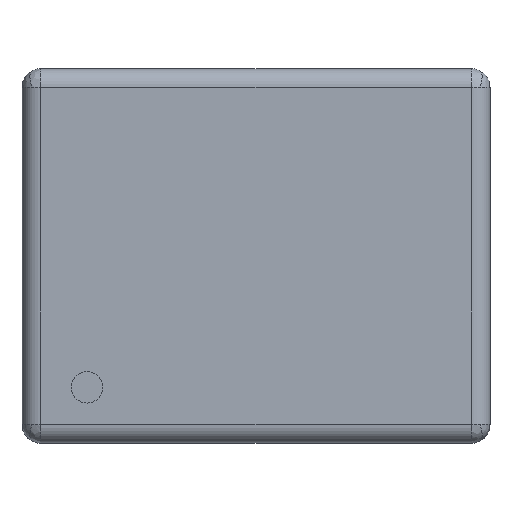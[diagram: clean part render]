
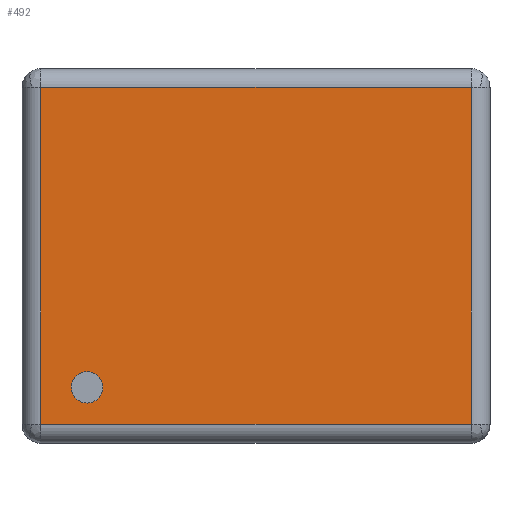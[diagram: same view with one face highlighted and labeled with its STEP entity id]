
A CAD part, top view. The second image highlights one B-rep face of the part: STEP entity #492.
In plain terms, the highlighted planar face has unit normal (0, 0, 1).
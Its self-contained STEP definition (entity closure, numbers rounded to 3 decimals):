
#36 = CARTESIAN_POINT ( 'NONE',  ( 1.15, 0.9, 0.9 ) ) ;
#90 = CARTESIAN_POINT ( 'NONE',  ( 0., -0.9, 0.9 ) ) ;
#163 = VECTOR ( 'NONE', #3609, 1000. ) ;
#189 = DIRECTION ( 'NONE',  ( -1., 0., 0. ) ) ;
#492 = ADVANCED_FACE ( 'NONE', ( #877 ), #841, .T. ) ;
#645 = VERTEX_POINT ( 'NONE', #3606 ) ;
#719 = AXIS2_PLACEMENT_3D ( 'NONE', #6273, #5543, #2255 ) ;
#841 = PLANE ( 'NONE',  #719 ) ;
#877 = FACE_OUTER_BOUND ( 'NONE', #5436, .T. ) ;
#1036 = ORIENTED_EDGE ( 'NONE', *, *, #2308, .T. ) ;
#1257 = ORIENTED_EDGE ( 'NONE', *, *, #4836, .T. ) ;
#1350 = CARTESIAN_POINT ( 'NONE',  ( 0., 0.9, 0.9 ) ) ;
#1476 = VECTOR ( 'NONE', #5777, 1000. ) ;
#1663 = DIRECTION ( 'NONE',  ( 0., -1., 0. ) ) ;
#2090 = VECTOR ( 'NONE', #189, 1000. ) ;
#2156 = CARTESIAN_POINT ( 'NONE',  ( -1.15, -0.9, 0.9 ) ) ;
#2255 = DIRECTION ( 'NONE',  ( 1., 0., 0. ) ) ;
#2308 = EDGE_CURVE ( 'NONE', #7643, #645, #2577, .T. ) ;
#2577 = LINE ( 'NONE', #1350, #2090 ) ;
#2579 = VERTEX_POINT ( 'NONE', #2156 ) ;
#2776 = LINE ( 'NONE', #5247, #1476 ) ;
#3192 = ORIENTED_EDGE ( 'NONE', *, *, #7335, .T. ) ;
#3606 = CARTESIAN_POINT ( 'NONE',  ( -1.15, 0.9, 0.9 ) ) ;
#3609 = DIRECTION ( 'NONE',  ( 1., 0., 0. ) ) ;
#3941 = EDGE_CURVE ( 'NONE', #645, #2579, #4634, .T. ) ;
#4482 = VECTOR ( 'NONE', #1663, 1000. ) ;
#4634 = LINE ( 'NONE', #5205, #4482 ) ;
#4836 = EDGE_CURVE ( 'NONE', #2579, #5396, #7250, .T. ) ;
#5205 = CARTESIAN_POINT ( 'NONE',  ( -1.15, 0., 0.9 ) ) ;
#5247 = CARTESIAN_POINT ( 'NONE',  ( 1.15, 0., 0.9 ) ) ;
#5396 = VERTEX_POINT ( 'NONE', #7075 ) ;
#5436 = EDGE_LOOP ( 'NONE', ( #3192, #1036, #6869, #1257 ) ) ;
#5543 = DIRECTION ( 'NONE',  ( 0., 0., 1. ) ) ;
#5777 = DIRECTION ( 'NONE',  ( 0., 1., 0. ) ) ;
#6273 = CARTESIAN_POINT ( 'NONE',  ( 0., 0., 0.9 ) ) ;
#6869 = ORIENTED_EDGE ( 'NONE', *, *, #3941, .T. ) ;
#7075 = CARTESIAN_POINT ( 'NONE',  ( 1.15, -0.9, 0.9 ) ) ;
#7250 = LINE ( 'NONE', #90, #163 ) ;
#7335 = EDGE_CURVE ( 'NONE', #5396, #7643, #2776, .T. ) ;
#7643 = VERTEX_POINT ( 'NONE', #36 ) ;
